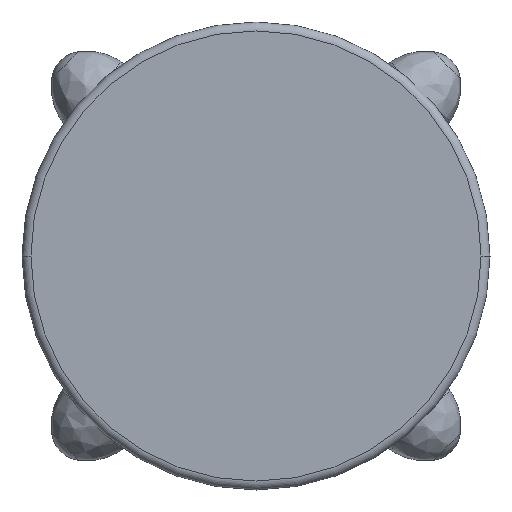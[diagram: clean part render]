
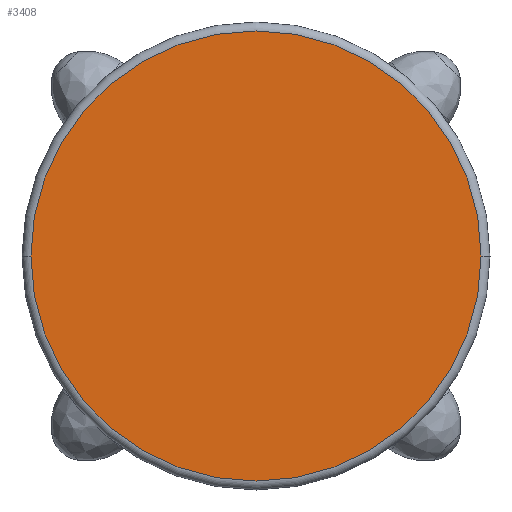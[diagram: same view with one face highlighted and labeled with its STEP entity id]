
A CAD part, front view. The second image highlights one B-rep face of the part: STEP entity #3408.
In plain terms, the highlighted planar face has unit normal (0, -1, 0).
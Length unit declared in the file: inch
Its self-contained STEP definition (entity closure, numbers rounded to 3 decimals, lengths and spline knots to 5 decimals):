
#52=CARTESIAN_POINT('',(0.,0.,0.));
#53=DIRECTION('',(0.,1.,0.));
#54=DIRECTION('',(1.,0.,0.));
#55=AXIS2_PLACEMENT_3D('',#52,#53,#54);
#62=CARTESIAN_POINT('',(0.,0.,0.));
#63=DIRECTION('',(0.,-1.,0.));
#64=DIRECTION('',(1.,0.,0.));
#65=AXIS2_PLACEMENT_3D('',#62,#63,#64);
#2863=CARTESIAN_POINT('',(1.2625,0.,0.));
#2864=CARTESIAN_POINT('',(-1.2625,0.,0.));
#2865=VERTEX_POINT('',#2863);
#2866=VERTEX_POINT('',#2864);
#3398=CARTESIAN_POINT('',(0.,0.,0.));
#3399=DIRECTION('',(0.,1.,0.));
#3400=DIRECTION('',(-1.,0.,0.));
#3401=AXIS2_PLACEMENT_3D('',#3398,#3399,#3400);
#3402=PLANE('',#3401);
#3404=ORIENTED_EDGE('',*,*,#3403,.F.);
#3405=ORIENTED_EDGE('',*,*,#3388,.T.);
#3406=EDGE_LOOP('',(#3404,#3405));
#3407=FACE_OUTER_BOUND('',#3406,.F.);
#3408=ADVANCED_FACE('',(#3407),#3402,.F.);
#56=CIRCLE('',#55,1.2625);
#66=CIRCLE('',#65,1.2625);
#3388=EDGE_CURVE('',#2865,#2866,#56,.T.);
#3403=EDGE_CURVE('',#2865,#2866,#66,.T.);
